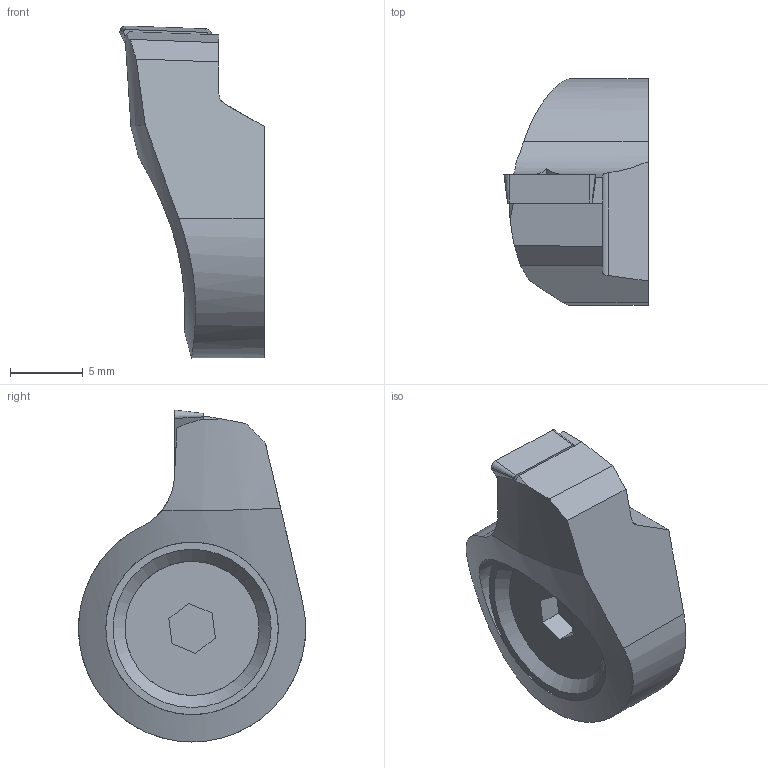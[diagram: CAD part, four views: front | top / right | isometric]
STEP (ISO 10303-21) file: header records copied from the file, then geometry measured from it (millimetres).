
FILE_DESCRIPTION(/* description */ (''),/* implementation_level */ '2;1');
FILE_NAME(/* name */ '1549354337585.stp',/* time_stamp */ '2019-02-05T09:12:34+01:00',/* author */ (''),/* organization */ ('SMS'),/* preprocessor_version */ 'ST-DEVELOPER v15',/* originating_system */ 'SIEMENS PLM Software NX 8.5',/* authorisation */ '');
FILE_SCHEMA (('AUTOMOTIVE_DESIGN { 1 0 10303 214 3 1 1 1 }'));
Length unit declared in the file: millimetre
Products named in the file (4): ASSEMBLY_CONSTRUCTION; IsoTurningInsert; 202059769mod000_00; 202059866mod000_00
Assembly tree (3 placements, depth 2):
  202059866mod000_00
    202059769mod000_00
    IsoTurningInsert
    ASSEMBLY_CONSTRUCTION
Bounding box: 9.9 x 15.59 x 22.8 mm (x, y, z)
Volume: 1398.2 mm3; surface area: 1047.4 mm2
Topology: 2 solids, 2 shells, 47 faces, 114 edges, 81 vertices
Faces by surface type: plane 28, cylinder 9, cone 6, torus 4
Full cylindrical faces by diameter (mm): 2.2 x2, 9.2 x1, 11.85 x1
Entity records: 1537 total; most frequent: CARTESIAN_POINT 306, DIRECTION 242, ORIENTED_EDGE 196, EDGE_CURVE 98, AXIS2_PLACEMENT_3D 92, VERTEX_POINT 70, EDGE_LOOP 64, LINE 58
